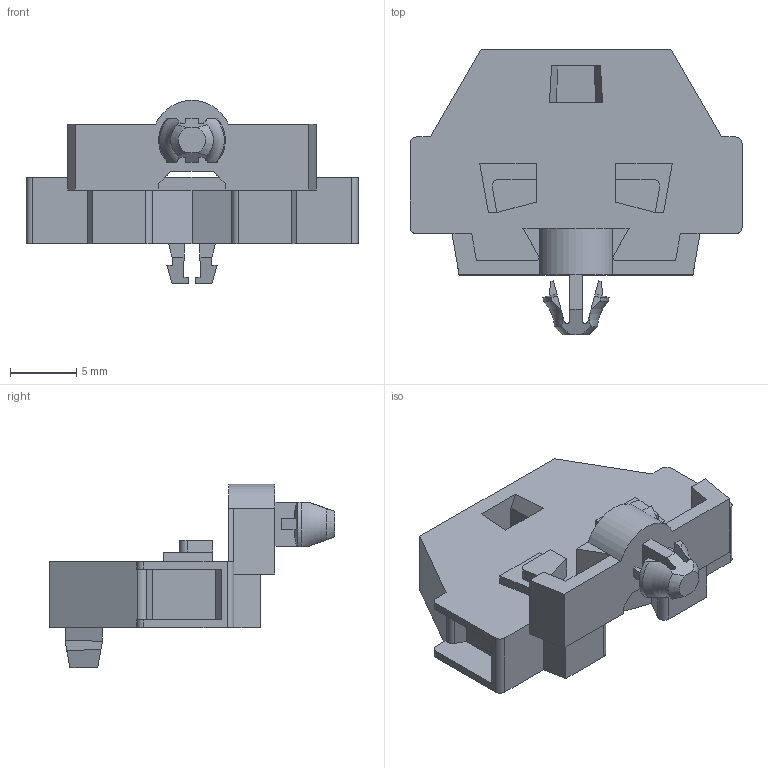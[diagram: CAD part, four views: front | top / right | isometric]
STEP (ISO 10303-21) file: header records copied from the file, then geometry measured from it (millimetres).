
FILE_DESCRIPTION(/* description */ ('STEP AP214'),/* implementation_level */ '2;1');
FILE_NAME(/* name */ '260-311',/* time_stamp */ '2022-08-31T22:46:54+02:00',/* author */ ('License CC BY-ND 4.0'),/* organization */ ('CADENAS'),/* preprocessor_version */ 'ST-DEVELOPER v18.102',/* originating_system */ 'PARTsolutions',/* authorisation */ ' ');
FILE_SCHEMA (('AUTOMOTIVE_DESIGN {1 0 10303 214 3 1 1}'));
Length unit declared in the file: millimetre
Products named in the file (1): 260-311
Bounding box: 25 x 21.5 x 13.8 mm (x, y, z)
Volume: 1640.6 mm3; surface area: 1692.4 mm2
Topology: 1 solids, 1 shells, 175 faces, 485 edges, 320 vertices
Faces by surface type: plane 147, cylinder 20, cone 6, torus 2
Entity records: 5575 total; most frequent: CARTESIAN_POINT 1083, ORIENTED_EDGE 970, DIRECTION 851, EDGE_CURVE 485, LINE 403, VECTOR 403, VERTEX_POINT 320, AXIS2_PLACEMENT_3D 224
